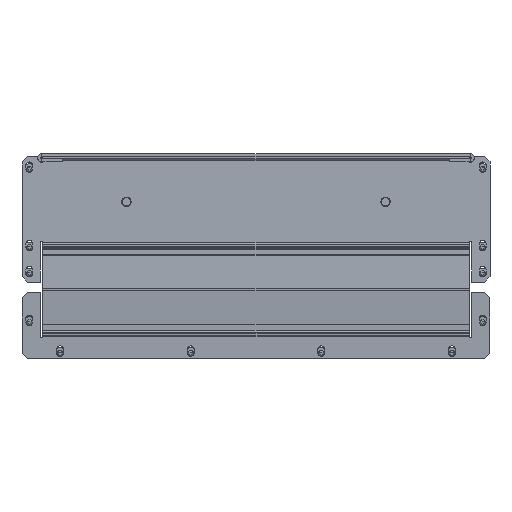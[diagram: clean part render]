
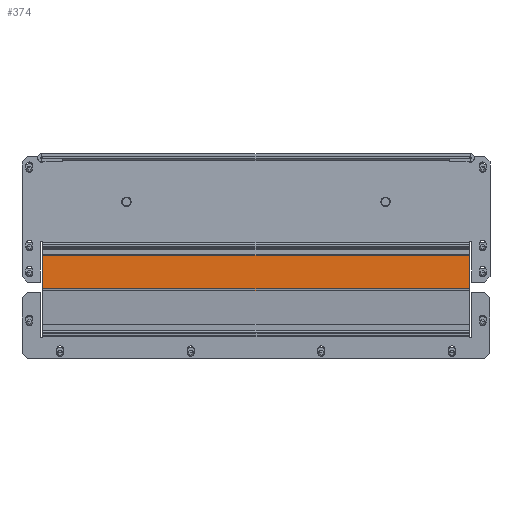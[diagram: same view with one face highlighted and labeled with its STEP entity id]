
A CAD part, front view. The second image highlights one B-rep face of the part: STEP entity #374.
In plain terms, the highlighted face is planar.
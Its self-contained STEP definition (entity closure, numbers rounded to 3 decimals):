
#374 = ADVANCED_FACE ( 'NONE', ( #1432 ), #9153, .T. ) ;
#438 = DIRECTION ( 'NONE',  ( -0.032, 0.999, 0. ) ) ;
#787 = DIRECTION ( 'NONE',  ( 0., 0., 1. ) ) ;
#1316 = CARTESIAN_POINT ( 'NONE',  ( 3.5, 0.9, 0. ) ) ;
#1432 = FACE_OUTER_BOUND ( 'NONE', #2204, .T. ) ;
#1461 = VERTEX_POINT ( 'NONE', #4403 ) ;
#1471 = EDGE_CURVE ( 'NONE', #9183, #4213, #1974, .T. ) ;
#1532 = AXIS2_PLACEMENT_3D ( 'NONE', #4766, #438, #7054 ) ;
#1974 = LINE ( 'NONE', #2982, #7622 ) ;
#2204 = EDGE_LOOP ( 'NONE', ( #5273, #7372, #4895, #7457 ) ) ;
#2982 = CARTESIAN_POINT ( 'NONE',  ( 37.5, 2., 0. ) ) ;
#2990 = CARTESIAN_POINT ( 'NONE',  ( 3.5, 0.9, -408. ) ) ;
#3750 = EDGE_CURVE ( 'NONE', #1461, #8826, #6391, .T. ) ;
#3933 = EDGE_CURVE ( 'NONE', #1461, #9183, #4540, .T. ) ;
#4213 = VERTEX_POINT ( 'NONE', #1316 ) ;
#4403 = CARTESIAN_POINT ( 'NONE',  ( 37.5, 2., -408. ) ) ;
#4540 = LINE ( 'NONE', #5153, #8455 ) ;
#4766 = CARTESIAN_POINT ( 'NONE',  ( 37.5, 2., -408. ) ) ;
#4895 = ORIENTED_EDGE ( 'NONE', *, *, #3750, .T. ) ;
#5093 = CARTESIAN_POINT ( 'NONE',  ( 37.5, 2., 0. ) ) ;
#5153 = CARTESIAN_POINT ( 'NONE',  ( 37.5, 2., -408. ) ) ;
#5273 = ORIENTED_EDGE ( 'NONE', *, *, #1471, .F. ) ;
#5649 = DIRECTION ( 'NONE',  ( -0.999, -0.032, 0. ) ) ;
#5907 = DIRECTION ( 'NONE',  ( 0., 0., 1. ) ) ;
#6025 = EDGE_CURVE ( 'NONE', #8826, #4213, #6257, .T. ) ;
#6257 = LINE ( 'NONE', #2990, #6916 ) ;
#6283 = CARTESIAN_POINT ( 'NONE',  ( 37.5, 2., -408. ) ) ;
#6391 = LINE ( 'NONE', #6283, #8661 ) ;
#6916 = VECTOR ( 'NONE', #787, 1000. ) ;
#7054 = DIRECTION ( 'NONE',  ( -0.999, -0.032, 0. ) ) ;
#7372 = ORIENTED_EDGE ( 'NONE', *, *, #3933, .F. ) ;
#7457 = ORIENTED_EDGE ( 'NONE', *, *, #6025, .T. ) ;
#7622 = VECTOR ( 'NONE', #8885, 1000. ) ;
#8455 = VECTOR ( 'NONE', #5907, 1000. ) ;
#8661 = VECTOR ( 'NONE', #5649, 1000. ) ;
#8826 = VERTEX_POINT ( 'NONE', #9163 ) ;
#8885 = DIRECTION ( 'NONE',  ( -0.999, -0.032, 0. ) ) ;
#9153 = PLANE ( 'NONE',  #1532 ) ;
#9163 = CARTESIAN_POINT ( 'NONE',  ( 3.5, 0.9, -408. ) ) ;
#9183 = VERTEX_POINT ( 'NONE', #5093 ) ;
